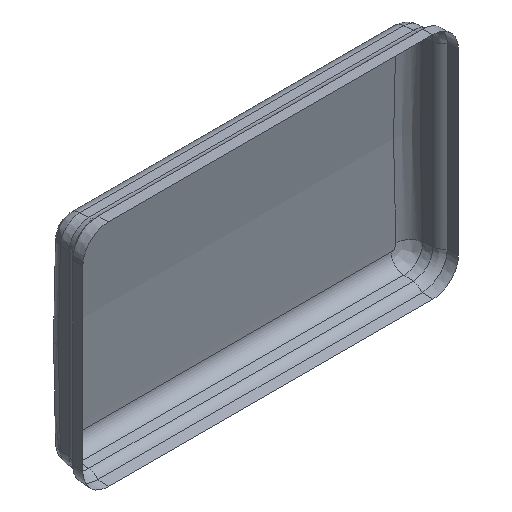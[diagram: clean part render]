
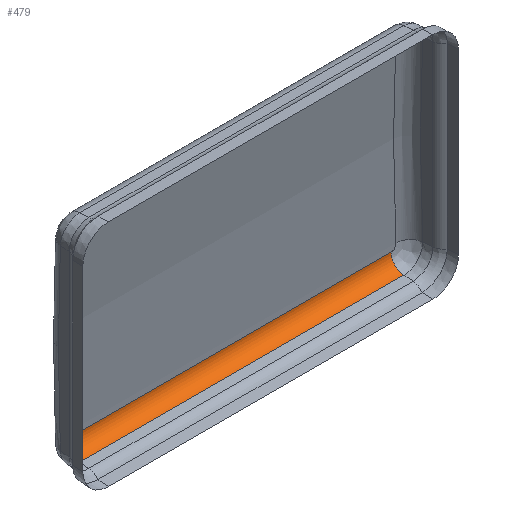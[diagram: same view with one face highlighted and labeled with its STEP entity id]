
A CAD part, isometric view. The second image highlights one B-rep face of the part: STEP entity #479.
In plain terms, the highlighted cylindrical face has radius 6.35 mm (diameter 12.7 mm), a partial arc.
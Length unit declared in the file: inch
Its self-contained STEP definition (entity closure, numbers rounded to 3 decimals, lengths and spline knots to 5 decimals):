
#445 = EDGE_CURVE ( 'NONE', #552, #515, #822, .T. ) ;
#479 = ADVANCED_FACE ( 'NONE', ( #1019 ), #1017, .T. ) ;
#503 = VERTEX_POINT ( 'NONE', #991 ) ;
#509 = EDGE_CURVE ( 'NONE', #503, #552, #984, .T. ) ;
#515 = VERTEX_POINT ( 'NONE', #941 ) ;
#552 = VERTEX_POINT ( 'NONE', #1423 ) ;
#588 = EDGE_LOOP ( 'NONE', ( #589, #595, #596, #599 ) ) ;
#589 = ORIENTED_EDGE ( 'NONE', *, *, #445, .F. ) ;
#595 = ORIENTED_EDGE ( 'NONE', *, *, #509, .F. ) ;
#596 = ORIENTED_EDGE ( 'NONE', *, *, #597, .F. ) ;
#597 = EDGE_CURVE ( 'NONE', #598, #503, #2034, .T. ) ;
#598 = VERTEX_POINT ( 'NONE', #2029 ) ;
#599 = ORIENTED_EDGE ( 'NONE', *, *, #600, .F. ) ;
#600 = EDGE_CURVE ( 'NONE', #515, #598, #1973, .T. ) ;
#818 = DIRECTION ( 'NONE',  ( 0., 0., -1. ) ) ;
#819 = DIRECTION ( 'NONE',  ( 1., 0., 0. ) ) ;
#820 = CARTESIAN_POINT ( 'NONE',  ( 2.9065, 0.45236, -1.68676 ) ) ;
#821 = AXIS2_PLACEMENT_3D ( 'NONE', #820, #819, #818 ) ;
#822 = CIRCLE ( 'NONE', #821, 0.25 ) ;
#941 = CARTESIAN_POINT ( 'NONE',  ( 2.9065, 0.70203, -1.6995 ) ) ;
#977 = VECTOR ( 'NONE', #980, 39.37008 ) ;
#978 = CARTESIAN_POINT ( 'NONE',  ( 0., 0.46979, -1.93615 ) ) ;
#980 = DIRECTION ( 'NONE',  ( 1., 0., 0. ) ) ;
#984 = LINE ( 'NONE', #978, #977 ) ;
#991 = CARTESIAN_POINT ( 'NONE',  ( -2.9065, 0.46979, -1.93615 ) ) ;
#1015 = CARTESIAN_POINT ( 'NONE',  ( -2.9065, 0.45236, -1.68676 ) ) ;
#1016 = AXIS2_PLACEMENT_3D ( 'NONE', #1015, #1075, #1074 ) ;
#1017 = CYLINDRICAL_SURFACE ( 'NONE', #1016, 0.25 ) ;
#1019 = FACE_OUTER_BOUND ( 'NONE', #588, .T. ) ;
#1074 = DIRECTION ( 'NONE',  ( 0., 0., -1. ) ) ;
#1075 = DIRECTION ( 'NONE',  ( 1., 0., 0. ) ) ;
#1423 = CARTESIAN_POINT ( 'NONE',  ( 2.9065, 0.46979, -1.93615 ) ) ;
#1970 = DIRECTION ( 'NONE',  ( -1., 0., 0. ) ) ;
#1971 = VECTOR ( 'NONE', #1970, 39.37008 ) ;
#1972 = CARTESIAN_POINT ( 'NONE',  ( 0., 0.70203, -1.6995 ) ) ;
#1973 = LINE ( 'NONE', #1972, #1971 ) ;
#2029 = CARTESIAN_POINT ( 'NONE',  ( -2.9065, 0.70203, -1.6995 ) ) ;
#2030 = DIRECTION ( 'NONE',  ( 0., 0., -1. ) ) ;
#2031 = DIRECTION ( 'NONE',  ( -1., 0., 0. ) ) ;
#2032 = CARTESIAN_POINT ( 'NONE',  ( -2.9065, 0.45236, -1.68676 ) ) ;
#2033 = AXIS2_PLACEMENT_3D ( 'NONE', #2032, #2031, #2030 ) ;
#2034 = CIRCLE ( 'NONE', #2033, 0.25 ) ;
